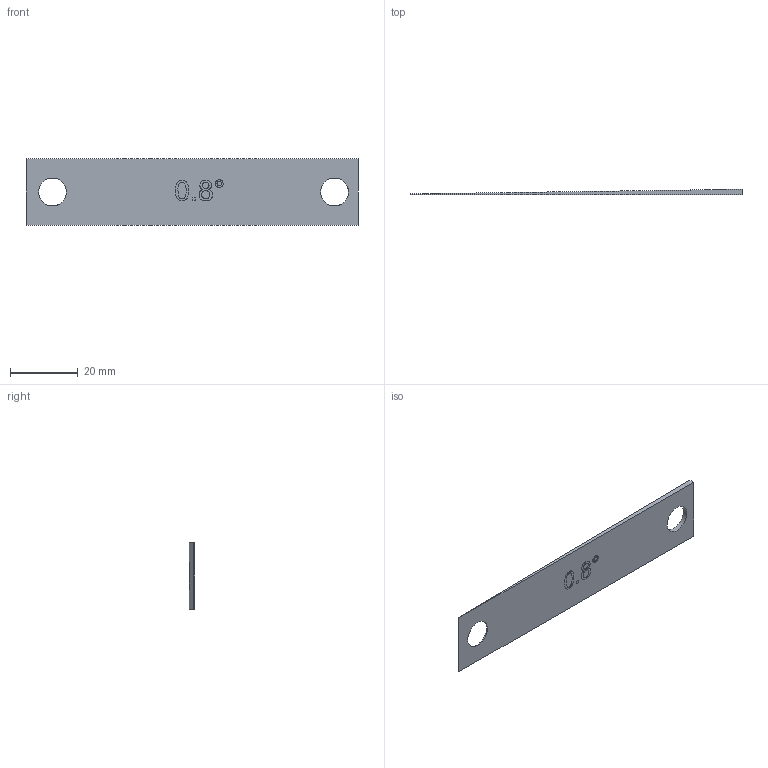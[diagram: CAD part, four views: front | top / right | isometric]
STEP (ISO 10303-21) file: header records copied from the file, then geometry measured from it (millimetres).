
FILE_DESCRIPTION(/* description */ (''),/* implementation_level */ '2;1');
FILE_NAME(/* name */ 'moa v1 v1.step',/* time_stamp */ '2023-06-03T23:08:46+02:00',/* author */ (''),/* organization */ (''),/* preprocessor_version */ 'ST-DEVELOPER v19.2',/* originating_system */ 'Autodesk Translation Framework v12.4.0.73',/* authorisation */ '');
FILE_SCHEMA (('AUTOMOTIVE_DESIGN { 1 0 10303 214 3 1 1 }'));
Length unit declared in the file: millimetre
Products named in the file (1): moa v1
Bounding box: 98 x 1.57 x 19.5 mm (x, y, z)
Volume: 1601.9 mm3; surface area: 3934 mm2
Topology: 5 solids, 5 shells, 89 faces, 237 edges, 158 vertices
Faces by surface type: bspline 69, plane 18, cylinder 2
Full cylindrical faces by diameter (mm): 8.25 x2
Entity records: 3458 total; most frequent: CARTESIAN_POINT 1658, ORIENTED_EDGE 474, EDGE_CURVE 237, VERTEX_POINT 158, DIRECTION 145, B_SPLINE_CURVE_WITH_KNOTS 138, EDGE_LOOP 101, LINE 95
